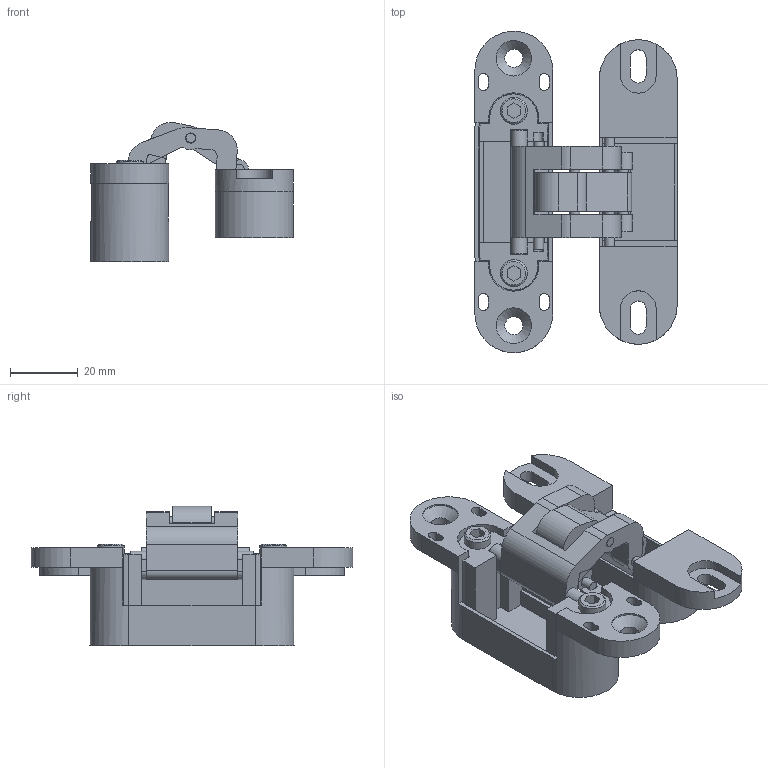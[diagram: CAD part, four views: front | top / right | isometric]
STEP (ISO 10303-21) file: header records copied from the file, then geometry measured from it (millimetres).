
FILE_DESCRIPTION(/* description */ (''),/* implementation_level */ '2;1');
FILE_NAME(/* name */ '1540.stp',/* time_stamp */ '2022-05-23T16:17:59+02:00',/* author */ ('DOMINIQUE'),/* organization */ (''),/* preprocessor_version */ 'ST-DEVELOPER v18.1',/* originating_system */ 'Autodesk Inventor 2021',/* authorisation */ '');
FILE_SCHEMA (('CONFIG_CONTROL_DESIGN'));
Length unit declared in the file: millimetre
Products named in the file (10): 1540''articulée_03-02-22; Charnière A_03-02-22; Biellette B_03-02-22; Charnière B_03-02-22; Biellette A_03-02-22; Glissière; Biellette C_03-02-22; axe 1540; axe 1540_1; axe 1540_2
Assembly tree (12 placements, depth 2):
  1540''articulée_03-02-22
    Charnière A_03-02-22
    Biellette B_03-02-22
    Charnière B_03-02-22
    Biellette A_03-02-22
    Glissière  x2
    Biellette C_03-02-22
    axe 1540  x3
    axe 1540_1
    axe 1540_2
Bounding box: 59.77 x 95 x 41.17 mm (x, y, z)
Volume: 46792.6 mm3; surface area: 31750.8 mm2
Topology: 12 solids, 12 shells, 308 faces, 815 edges, 540 vertices
Faces by surface type: plane 189, cylinder 115, cone 4
Full cylindrical faces by diameter (mm): 2.8 x4, 3 x15, 5.3 x2, 8 x2, 10.5 x2
Entity records: 9787 total; most frequent: DIRECTION 1683, CARTESIAN_POINT 1643, ORIENTED_EDGE 1594, EDGE_CURVE 797, AXIS2_PLACEMENT_3D 568, LINE 547, VECTOR 547, VERTEX_POINT 528
